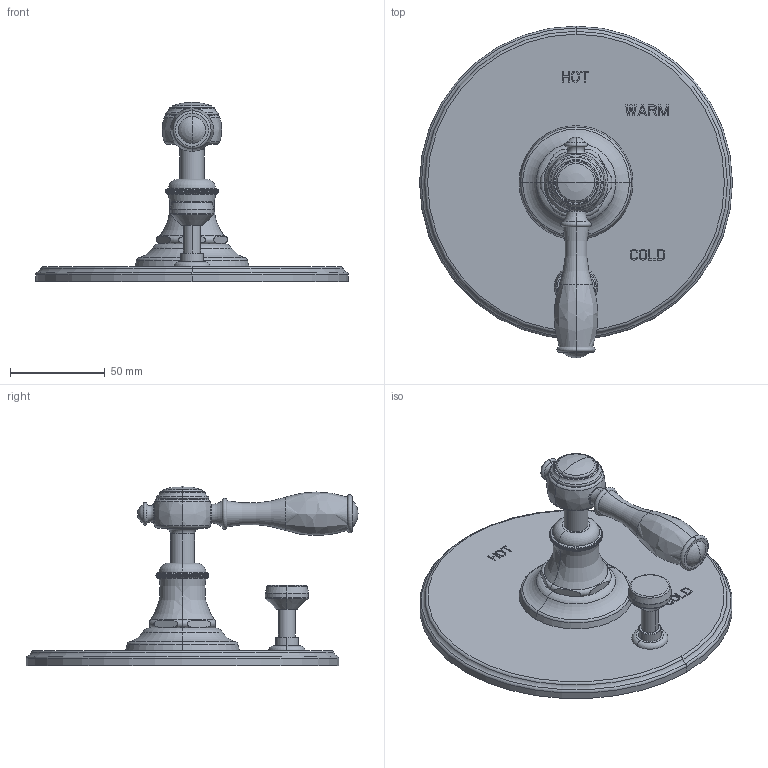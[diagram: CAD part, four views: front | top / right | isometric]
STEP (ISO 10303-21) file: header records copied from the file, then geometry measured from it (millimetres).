
FILE_DESCRIPTION((''),'2;1');
FILE_NAME('5-1772BP','2021-06-08T11:15:03',('jinson.thomas'),(''),'CREO PARAMETRIC BY PTC INC, 2018400','CREO PARAMETRIC BY PTC INC, 2018400','');
FILE_SCHEMA(('CONFIG_CONTROL_DESIGN'));
Length unit declared in the file: inch
Products named in the file (1): 5-1772BP
Bounding box: 165.1 x 175.16 x 94.56 mm (x, y, z)
Volume: 250983.3 mm3; surface area: 59891 mm2
Topology: 1 solids, 1 shells, 517 faces, 1181 edges, 765 vertices
Faces by surface type: plane 419, torus 58, cylinder 22, cone 8, sphere 6, bspline 4
Entity records: 17067 total; most frequent: CARTESIAN_POINT 5513, ORIENTED_EDGE 2350, DIRECTION 2235, EDGE_CURVE 1175, VECTOR 829, LINE 829, VERTEX_POINT 765, AXIS2_PLACEMENT_3D 703
